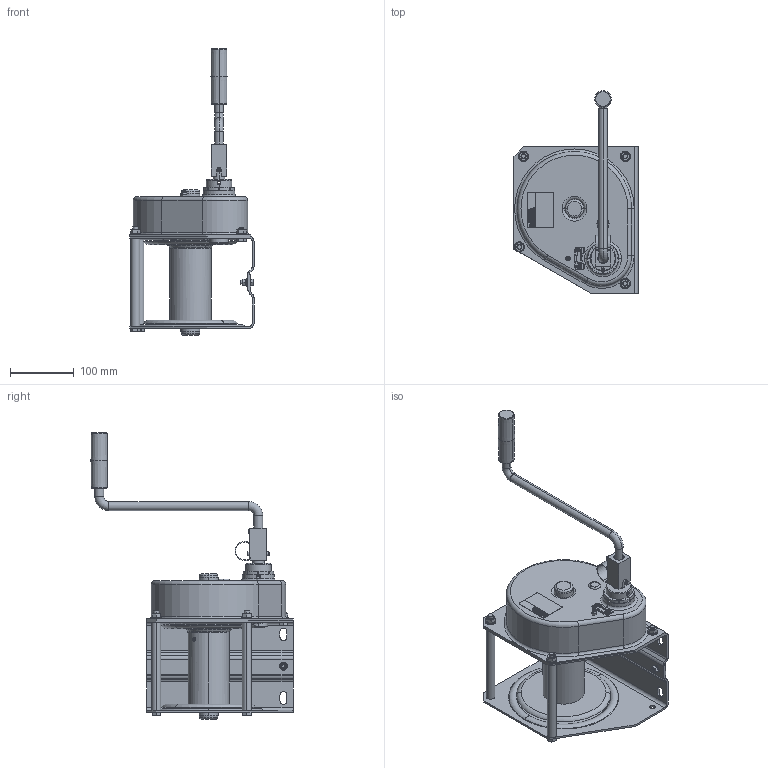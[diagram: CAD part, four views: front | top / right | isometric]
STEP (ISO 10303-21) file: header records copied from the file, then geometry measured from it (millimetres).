
FILE_DESCRIPTION(('Creo Elements/Direct Modeling STEP Export'),'2;1');
FILE_NAME('209541.stp','2022-04-25T12:57:48',(''),(''),'Creo Elements/Direct Modeling STEP processor for AP214 (Solid Model)','Creo Elements/Direct Modeling 20.1C 13-Oct-2019 (C) Parametric Technology GmbH','');
FILE_SCHEMA(('AUTOMOTIVE_DESIGN { 1 0 10303 214 1 1 1 1 }'));
Length unit declared in the file: millimetre
Products named in the file (3): Kurbel; Seilwinde; Seilwinde_209541A
Assembly tree (2 placements, depth 2):
  Seilwinde_209541A
    Seilwinde
    Kurbel
Bounding box: 195 x 317.56 x 449.69 mm (x, y, z)
Volume: 2953271 mm3; surface area: 421297.2 mm2
Topology: 2 solids, 2 shells, 880 faces, 5520 edges, 4847 vertices
Faces by surface type: plane 455, cone 174, cylinder 168, torus 71, bspline 10, sphere 2
Entity records: 71511 total; most frequent: CARTESIAN_POINT 24323, ORIENTED_EDGE 11036, DIRECTION 6513, EDGE_CURVE 5518, VERTEX_POINT 4847, VECTOR 4469, LINE 4469, EDGE_LOOP 1109
